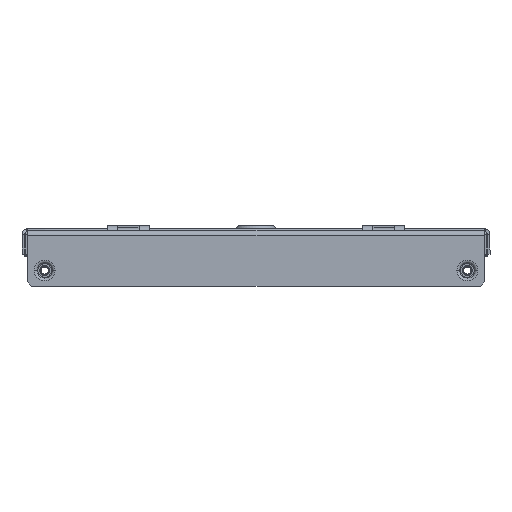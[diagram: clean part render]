
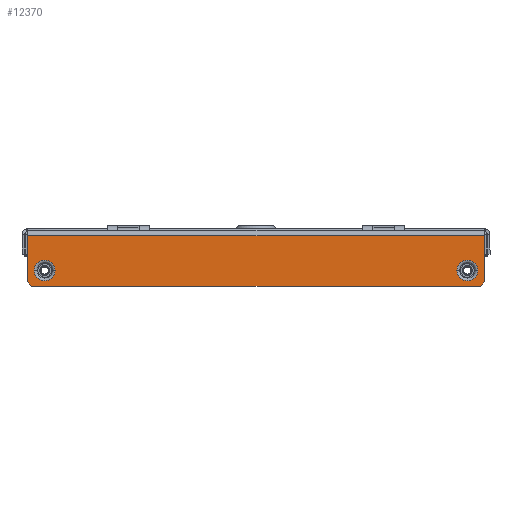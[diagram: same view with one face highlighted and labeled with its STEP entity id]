
A CAD part, left-side view. The second image highlights one B-rep face of the part: STEP entity #12370.
In plain terms, the highlighted planar face has unit normal (-1, 0, 0).
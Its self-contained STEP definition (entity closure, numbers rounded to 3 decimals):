
#20 = DIRECTION ( 'NONE',  ( 0., 0., -1. ) ) ;
#58 = EDGE_CURVE ( 'NONE', #10299, #16916, #5578, .T. ) ;
#420 = CARTESIAN_POINT ( 'NONE',  ( -11.5, 156.299, -26.5 ) ) ;
#428 = CARTESIAN_POINT ( 'NONE',  ( -11.5, -141.701, -26.5 ) ) ;
#589 = ORIENTED_EDGE ( 'NONE', *, *, #14394, .T. ) ;
#604 = ORIENTED_EDGE ( 'NONE', *, *, #7101, .T. ) ;
#977 = DIRECTION ( 'NONE',  ( 0., 0., 1. ) ) ;
#1032 = VERTEX_POINT ( 'NONE', #14904 ) ;
#1123 = CARTESIAN_POINT ( 'NONE',  ( -11.5, -161., -1.879 ) ) ;
#1414 = EDGE_LOOP ( 'NONE', ( #589, #15128, #4124, #10349, #8327, #11224 ) ) ;
#1539 = CARTESIAN_POINT ( 'NONE',  ( -11.5, -161., -1.879 ) ) ;
#1626 = VECTOR ( 'NONE', #2823, 1000. ) ;
#1629 = DIRECTION ( 'NONE',  ( 1., 0., 0. ) ) ;
#1647 = CARTESIAN_POINT ( 'NONE',  ( -11.5, -149., -26.5 ) ) ;
#1896 = DIRECTION ( 'NONE',  ( 0., 0., -1. ) ) ;
#1988 = ORIENTED_EDGE ( 'NONE', *, *, #58, .F. ) ;
#2823 = DIRECTION ( 'NONE',  ( 0., -1., 0. ) ) ;
#2981 = CARTESIAN_POINT ( 'NONE',  ( -11.5, 149., -26.5 ) ) ;
#3042 = DIRECTION ( 'NONE',  ( -1., 0., 0. ) ) ;
#3202 = CARTESIAN_POINT ( 'NONE',  ( -11.5, -158., -37.5 ) ) ;
#3294 = CARTESIAN_POINT ( 'NONE',  ( -11.5, -161., -34.5 ) ) ;
#3432 = VECTOR ( 'NONE', #20, 1000. ) ;
#3598 = CARTESIAN_POINT ( 'NONE',  ( -11.5, -161., -34.5 ) ) ;
#4124 = ORIENTED_EDGE ( 'NONE', *, *, #11968, .T. ) ;
#4226 = CIRCLE ( 'NONE', #10874, 7.299 ) ;
#4337 = ORIENTED_EDGE ( 'NONE', *, *, #16959, .T. ) ;
#4344 = DIRECTION ( 'NONE',  ( -1., 0., 0. ) ) ;
#4453 = ORIENTED_EDGE ( 'NONE', *, *, #10160, .F. ) ;
#4823 = LINE ( 'NONE', #11415, #17116 ) ;
#4884 = VERTEX_POINT ( 'NONE', #420 ) ;
#5255 = LINE ( 'NONE', #15063, #16902 ) ;
#5497 = VERTEX_POINT ( 'NONE', #3202 ) ;
#5578 = CIRCLE ( 'NONE', #16104, 7.299 ) ;
#5708 = DIRECTION ( 'NONE',  ( 0., 1., 0. ) ) ;
#5922 = VECTOR ( 'NONE', #6509, 1000. ) ;
#6509 = DIRECTION ( 'NONE',  ( 0., -0.707, 0.707 ) ) ;
#7060 = CARTESIAN_POINT ( 'NONE',  ( -11.5, 158., -37.5 ) ) ;
#7076 = PLANE ( 'NONE',  #10581 ) ;
#7101 = EDGE_CURVE ( 'NONE', #4884, #8622, #11946, .T. ) ;
#7256 = LINE ( 'NONE', #7392, #13993 ) ;
#7392 = CARTESIAN_POINT ( 'NONE',  ( -11.5, -161., 0. ) ) ;
#8327 = ORIENTED_EDGE ( 'NONE', *, *, #10975, .T. ) ;
#8455 = FACE_OUTER_BOUND ( 'NONE', #1414, .T. ) ;
#8622 = VERTEX_POINT ( 'NONE', #12986 ) ;
#8633 = CARTESIAN_POINT ( 'NONE',  ( -11.5, -161., 0. ) ) ;
#9302 = CARTESIAN_POINT ( 'NONE',  ( -11.5, 149., -26.5 ) ) ;
#9439 = CARTESIAN_POINT ( 'NONE',  ( -11.5, 161., 0. ) ) ;
#9499 = LINE ( 'NONE', #3598, #5922 ) ;
#9534 = AXIS2_PLACEMENT_3D ( 'NONE', #1647, #4344, #9851 ) ;
#9727 = FACE_BOUND ( 'NONE', #15282, .T. ) ;
#9851 = DIRECTION ( 'NONE',  ( 0., -1., 0. ) ) ;
#10145 = VERTEX_POINT ( 'NONE', #1123 ) ;
#10160 = EDGE_CURVE ( 'NONE', #16916, #10299, #14450, .T. ) ;
#10299 = VERTEX_POINT ( 'NONE', #428 ) ;
#10349 = ORIENTED_EDGE ( 'NONE', *, *, #15443, .F. ) ;
#10581 = AXIS2_PLACEMENT_3D ( 'NONE', #8633, #12548, #1896 ) ;
#10874 = AXIS2_PLACEMENT_3D ( 'NONE', #2981, #1629, #5708 ) ;
#10883 = EDGE_LOOP ( 'NONE', ( #4453, #1988 ) ) ;
#10975 = EDGE_CURVE ( 'NONE', #15965, #1032, #13154, .T. ) ;
#11133 = VERTEX_POINT ( 'NONE', #3294 ) ;
#11224 = ORIENTED_EDGE ( 'NONE', *, *, #13585, .T. ) ;
#11415 = CARTESIAN_POINT ( 'NONE',  ( -11.5, 158., -37.5 ) ) ;
#11853 = DIRECTION ( 'NONE',  ( 1., 0., 0. ) ) ;
#11946 = CIRCLE ( 'NONE', #17218, 7.299 ) ;
#11968 = EDGE_CURVE ( 'NONE', #11133, #10145, #7256, .T. ) ;
#12370 = ADVANCED_FACE ( 'NONE', ( #8455, #9727, #13323 ), #7076, .F. ) ;
#12548 = DIRECTION ( 'NONE',  ( 1., 0., 0. ) ) ;
#12597 = DIRECTION ( 'NONE',  ( 0., -0.707, -0.707 ) ) ;
#12725 = EDGE_CURVE ( 'NONE', #5497, #11133, #9499, .T. ) ;
#12986 = CARTESIAN_POINT ( 'NONE',  ( -11.5, 141.701, -26.5 ) ) ;
#13154 = LINE ( 'NONE', #9439, #3432 ) ;
#13205 = DIRECTION ( 'NONE',  ( 0., 1., 0. ) ) ;
#13323 = FACE_BOUND ( 'NONE', #10883, .T. ) ;
#13515 = CARTESIAN_POINT ( 'NONE',  ( -11.5, -149., -26.5 ) ) ;
#13585 = EDGE_CURVE ( 'NONE', #1032, #15629, #4823, .T. ) ;
#13635 = DIRECTION ( 'NONE',  ( 0., -1., 0. ) ) ;
#13984 = CARTESIAN_POINT ( 'NONE',  ( -11.5, -156.299, -26.5 ) ) ;
#13993 = VECTOR ( 'NONE', #977, 1000. ) ;
#14040 = DIRECTION ( 'NONE',  ( 0., -1., 0. ) ) ;
#14394 = EDGE_CURVE ( 'NONE', #15629, #5497, #5255, .T. ) ;
#14450 = CIRCLE ( 'NONE', #9534, 7.299 ) ;
#14521 = LINE ( 'NONE', #1539, #1626 ) ;
#14904 = CARTESIAN_POINT ( 'NONE',  ( -11.5, 161., -34.5 ) ) ;
#15063 = CARTESIAN_POINT ( 'NONE',  ( -11.5, -161., -37.5 ) ) ;
#15128 = ORIENTED_EDGE ( 'NONE', *, *, #12725, .T. ) ;
#15282 = EDGE_LOOP ( 'NONE', ( #604, #4337 ) ) ;
#15443 = EDGE_CURVE ( 'NONE', #15965, #10145, #14521, .T. ) ;
#15629 = VERTEX_POINT ( 'NONE', #7060 ) ;
#15783 = CARTESIAN_POINT ( 'NONE',  ( -11.5, 161., -1.879 ) ) ;
#15965 = VERTEX_POINT ( 'NONE', #15783 ) ;
#16104 = AXIS2_PLACEMENT_3D ( 'NONE', #13515, #3042, #14040 ) ;
#16902 = VECTOR ( 'NONE', #13635, 1000. ) ;
#16916 = VERTEX_POINT ( 'NONE', #13984 ) ;
#16959 = EDGE_CURVE ( 'NONE', #8622, #4884, #4226, .T. ) ;
#17116 = VECTOR ( 'NONE', #12597, 1000. ) ;
#17218 = AXIS2_PLACEMENT_3D ( 'NONE', #9302, #11853, #13205 ) ;
